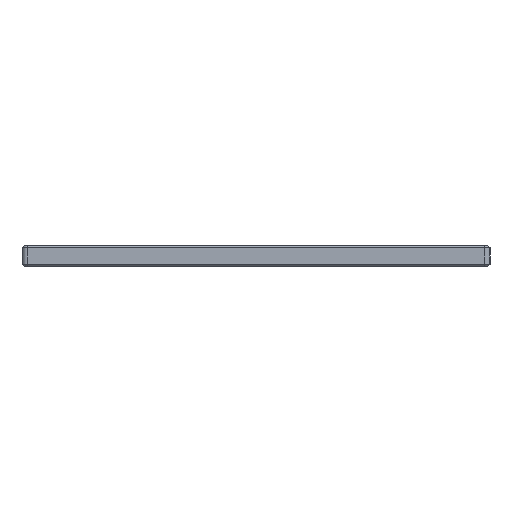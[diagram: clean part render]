
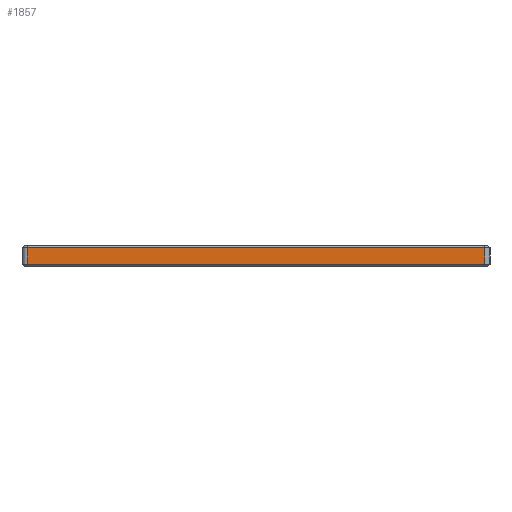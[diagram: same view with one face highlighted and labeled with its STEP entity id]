
A CAD part, left-side view. The second image highlights one B-rep face of the part: STEP entity #1857.
In plain terms, the highlighted planar face has unit normal (-1, 0, 0).
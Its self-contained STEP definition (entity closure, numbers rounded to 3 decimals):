
#88=PLANE('',#2018);
#203=FACE_OUTER_BOUND('',#329,.T.);
#329=EDGE_LOOP('',(#1585,#1586,#1587,#1588));
#593=LINE('',#4015,#747);
#594=LINE('',#4021,#748);
#595=LINE('',#4022,#749);
#596=LINE('',#4023,#750);
#747=VECTOR('',#2368,10.);
#748=VECTOR('',#2375,1.);
#749=VECTOR('',#2376,10.);
#750=VECTOR('',#2377,10.);
#932=VERTEX_POINT('',#4013);
#933=VERTEX_POINT('',#4014);
#934=VERTEX_POINT('',#4019);
#935=VERTEX_POINT('',#4020);
#1161=EDGE_CURVE('',#932,#933,#593,.T.);
#1164=EDGE_CURVE('',#934,#935,#594,.T.);
#1165=EDGE_CURVE('',#933,#934,#595,.T.);
#1166=EDGE_CURVE('',#935,#932,#596,.T.);
#1585=ORIENTED_EDGE('',*,*,#1164,.F.);
#1586=ORIENTED_EDGE('',*,*,#1165,.F.);
#1587=ORIENTED_EDGE('',*,*,#1161,.F.);
#1588=ORIENTED_EDGE('',*,*,#1166,.F.);
#1857=ADVANCED_FACE('',(#203),#88,.T.);
#2018=AXIS2_PLACEMENT_3D('',#4018,#2373,#2374);
#2368=DIRECTION('',(0.,0.,-1.));
#2373=DIRECTION('center_axis',(-1.,0.,0.));
#2374=DIRECTION('ref_axis',(0.,1.,0.));
#2375=DIRECTION('',(0.,0.,1.));
#2376=DIRECTION('',(0.,1.,0.));
#2377=DIRECTION('',(0.,-1.,0.));
#4013=CARTESIAN_POINT('',(-84.9,-20.5,0.504));
#4014=CARTESIAN_POINT('',(-84.9,-20.5,-2.696));
#4015=CARTESIAN_POINT('',(-84.9,-20.5,-1.596));
#4018=CARTESIAN_POINT('Origin',(-84.9,-21.5,-1.596));
#4019=CARTESIAN_POINT('',(-84.9,70.5,-2.696));
#4020=CARTESIAN_POINT('',(-84.9,70.5,0.504));
#4021=CARTESIAN_POINT('',(-84.9,70.5,-0.346));
#4022=CARTESIAN_POINT('',(-84.9,19.,-2.696));
#4023=CARTESIAN_POINT('',(-84.9,19.,0.504));
